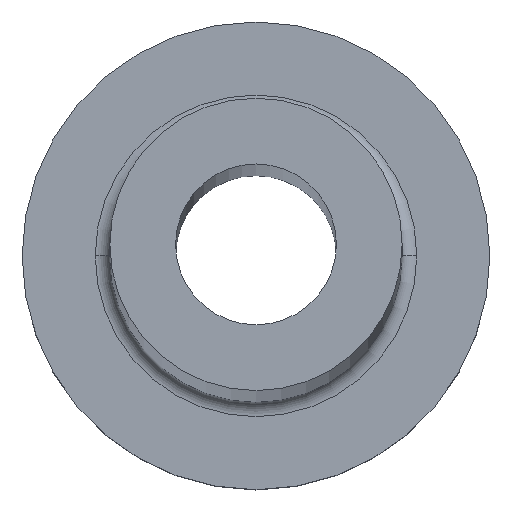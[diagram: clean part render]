
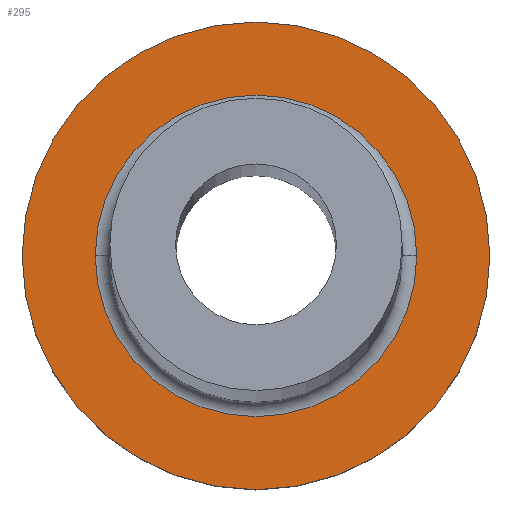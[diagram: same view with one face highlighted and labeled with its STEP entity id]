
A CAD part, top view. The second image highlights one B-rep face of the part: STEP entity #295.
In plain terms, the highlighted planar face has unit normal (0, 0, 1).
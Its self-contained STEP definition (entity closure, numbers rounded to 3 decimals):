
#7 = DIRECTION ( 'NONE',  ( 1., 0., 0. ) ) ;
#30 = CARTESIAN_POINT ( 'NONE',  ( 8., 0., 5. ) ) ;
#38 = DIRECTION ( 'NONE',  ( 0., 0., 1. ) ) ;
#58 = CARTESIAN_POINT ( 'NONE',  ( 0., 0., 5. ) ) ;
#59 = EDGE_CURVE ( 'NONE', #135, #190, #308, .T. ) ;
#63 = CARTESIAN_POINT ( 'NONE',  ( 0., 0., 5. ) ) ;
#72 = DIRECTION ( 'NONE',  ( 0., 0., -1. ) ) ;
#85 = CARTESIAN_POINT ( 'NONE',  ( 0., 0., 5. ) ) ;
#112 = ORIENTED_EDGE ( 'NONE', *, *, #59, .T. ) ;
#125 = CARTESIAN_POINT ( 'NONE',  ( 0., 0., 5. ) ) ;
#127 = AXIS2_PLACEMENT_3D ( 'NONE', #58, #313, #278 ) ;
#135 = VERTEX_POINT ( 'NONE', #30 ) ;
#139 = ORIENTED_EDGE ( 'NONE', *, *, #262, .T. ) ;
#151 = CARTESIAN_POINT ( 'NONE',  ( -8., 0., 5. ) ) ;
#158 = DIRECTION ( 'NONE',  ( 1., 0., 0. ) ) ;
#184 = EDGE_CURVE ( 'NONE', #351, #202, #324, .T. ) ;
#186 = PLANE ( 'NONE',  #205 ) ;
#190 = VERTEX_POINT ( 'NONE', #151 ) ;
#191 = DIRECTION ( 'NONE',  ( 0., 0., 1. ) ) ;
#202 = VERTEX_POINT ( 'NONE', #224 ) ;
#205 = AXIS2_PLACEMENT_3D ( 'NONE', #63, #38, #7 ) ;
#216 = FACE_BOUND ( 'NONE', #373, .T. ) ;
#224 = CARTESIAN_POINT ( 'NONE',  ( -5.5, 0., 5. ) ) ;
#225 = EDGE_LOOP ( 'NONE', ( #289, #112 ) ) ;
#233 = AXIS2_PLACEMENT_3D ( 'NONE', #125, #191, #158 ) ;
#236 = DIRECTION ( 'NONE',  ( 1., 0., 0. ) ) ;
#238 = AXIS2_PLACEMENT_3D ( 'NONE', #85, #294, #236 ) ;
#260 = CARTESIAN_POINT ( 'NONE',  ( 5.5, 0., 5. ) ) ;
#261 = CIRCLE ( 'NONE', #233, 8. ) ;
#262 = EDGE_CURVE ( 'NONE', #202, #351, #320, .T. ) ;
#273 = DIRECTION ( 'NONE',  ( 1., 0., 0. ) ) ;
#278 = DIRECTION ( 'NONE',  ( 1., 0., 0. ) ) ;
#289 = ORIENTED_EDGE ( 'NONE', *, *, #335, .T. ) ;
#294 = DIRECTION ( 'NONE',  ( 0., 0., 1. ) ) ;
#295 = ADVANCED_FACE ( 'NONE', ( #216, #332 ), #186, .T. ) ;
#308 = CIRCLE ( 'NONE', #238, 8. ) ;
#309 = CARTESIAN_POINT ( 'NONE',  ( 0., 0., 5. ) ) ;
#313 = DIRECTION ( 'NONE',  ( 0., 0., -1. ) ) ;
#320 = CIRCLE ( 'NONE', #329, 5.5 ) ;
#324 = CIRCLE ( 'NONE', #127, 5.5 ) ;
#329 = AXIS2_PLACEMENT_3D ( 'NONE', #309, #72, #273 ) ;
#332 = FACE_OUTER_BOUND ( 'NONE', #225, .T. ) ;
#335 = EDGE_CURVE ( 'NONE', #190, #135, #261, .T. ) ;
#346 = ORIENTED_EDGE ( 'NONE', *, *, #184, .T. ) ;
#351 = VERTEX_POINT ( 'NONE', #260 ) ;
#373 = EDGE_LOOP ( 'NONE', ( #346, #139 ) ) ;
